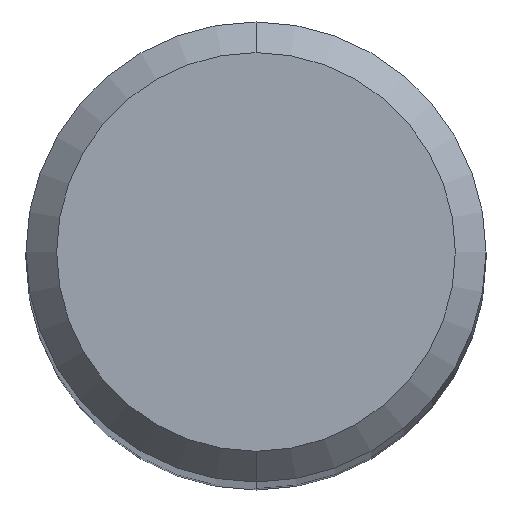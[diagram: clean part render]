
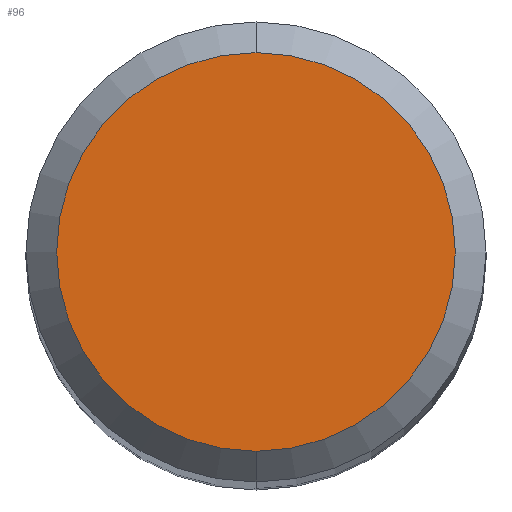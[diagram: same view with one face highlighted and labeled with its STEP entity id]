
A CAD part, top view. The second image highlights one B-rep face of the part: STEP entity #96.
In plain terms, the highlighted planar face has unit normal (0, 0, 1).
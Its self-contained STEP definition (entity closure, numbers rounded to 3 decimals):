
#60=VERTEX_POINT('',#148);
#62=EDGE_CURVE('',#102,#60,#150,.T.);
#72=EDGE_CURVE('',#60,#102,#161,.T.);
#96=ADVANCED_FACE('',(#188),#189,.T.);
#102=VERTEX_POINT('',#195);
#148=CARTESIAN_POINT('',(0.0,2.6,0.0));
#150=CIRCLE('',#239,2.6);
#161=CIRCLE('',#253,2.6);
#188=FACE_OUTER_BOUND('',#285,.T.);
#189=PLANE('',#286);
#195=CARTESIAN_POINT('',(0.,-2.6,0.0));
#239=AXIS2_PLACEMENT_3D('',#339,#340,#341);
#253=AXIS2_PLACEMENT_3D('',#354,#355,#356);
#285=EDGE_LOOP('',(#391,#392));
#286=AXIS2_PLACEMENT_3D('',#393,#394,#395);
#339=CARTESIAN_POINT('',(0.0,0.0,0.0));
#340=DIRECTION('',(0.0,0.0,-1.0));
#341=DIRECTION('',(0.0,1.0,0.0));
#354=CARTESIAN_POINT('',(0.0,0.0,0.0));
#355=DIRECTION('',(0.0,0.0,-1.0));
#356=DIRECTION('',(0.0,1.0,0.0));
#391=ORIENTED_EDGE('',*,*,#72,.F.);
#392=ORIENTED_EDGE('',*,*,#62,.F.);
#393=CARTESIAN_POINT('',(0.0,1.3,0.0));
#394=DIRECTION('',(-0.0,0.0,1.0));
#395=DIRECTION('',(0.0,-1.0,0.0));
